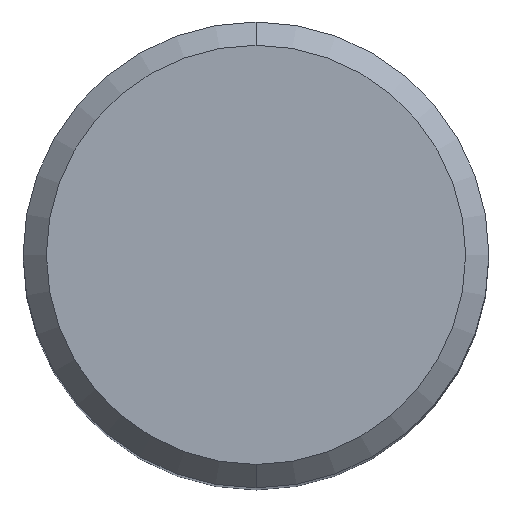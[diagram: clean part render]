
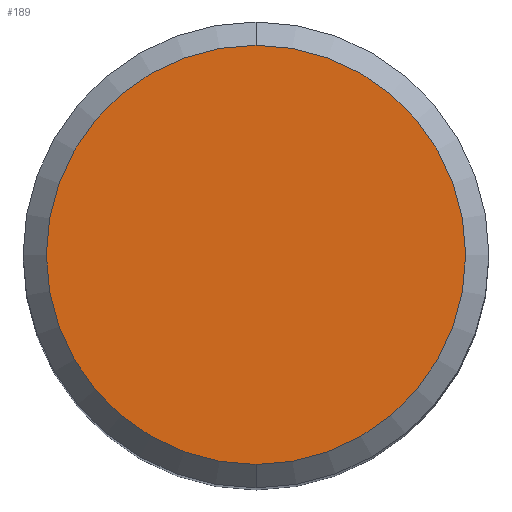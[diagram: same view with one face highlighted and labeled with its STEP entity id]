
A CAD part, top view. The second image highlights one B-rep face of the part: STEP entity #189.
In plain terms, the highlighted planar face has unit normal (0, 0, 1).
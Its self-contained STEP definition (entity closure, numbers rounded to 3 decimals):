
#189=ADVANCED_FACE('',(#489),#490,.T.);
#209=VERTEX_POINT('',#511);
#227=VERTEX_POINT('',#530);
#269=EDGE_CURVE('',#227,#209,#577,.T.);
#313=EDGE_CURVE('',#209,#227,#626,.T.);
#489=FACE_OUTER_BOUND('',#820,.T.);
#490=PLANE('',#821);
#511=CARTESIAN_POINT('',(0.0,7.2,0.));
#530=CARTESIAN_POINT('',(0.,-7.2,0.));
#577=CIRCLE('',#1009,7.2);
#626=CIRCLE('',#1111,7.2);
#820=EDGE_LOOP('',(#1493,#1494));
#821=AXIS2_PLACEMENT_3D('',#1495,#1496,#1497);
#1009=AXIS2_PLACEMENT_3D('',#1593,#1594,#1595);
#1111=AXIS2_PLACEMENT_3D('',#1645,#1646,#1647);
#1493=ORIENTED_EDGE('',*,*,#313,.F.);
#1494=ORIENTED_EDGE('',*,*,#269,.F.);
#1495=CARTESIAN_POINT('',(0.0,3.6,0.));
#1496=DIRECTION('',(-0.0,0.0,1.0));
#1497=DIRECTION('',(0.0,-1.0,0.0));
#1593=CARTESIAN_POINT('',(0.0,0.0,0.));
#1594=DIRECTION('',(0.0,0.0,-1.0));
#1595=DIRECTION('',(0.0,1.0,0.0));
#1645=CARTESIAN_POINT('',(0.0,0.0,0.));
#1646=DIRECTION('',(0.0,0.0,-1.0));
#1647=DIRECTION('',(0.0,1.0,0.0));
